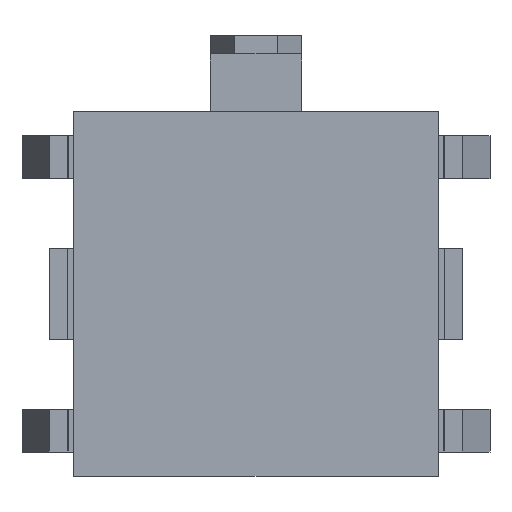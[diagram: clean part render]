
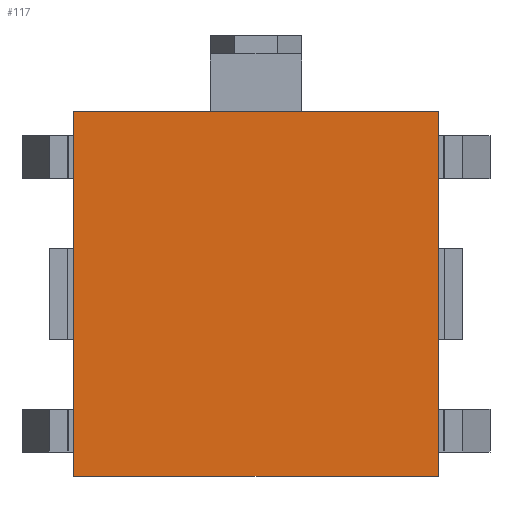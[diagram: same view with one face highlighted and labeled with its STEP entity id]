
A CAD part, front view. The second image highlights one B-rep face of the part: STEP entity #117.
In plain terms, the highlighted planar face has unit normal (0, -1, 0).
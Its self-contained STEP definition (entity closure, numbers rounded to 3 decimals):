
#10 = VERTEX_POINT ( 'NONE', #3700 ) ;
#33 = EDGE_CURVE ( 'NONE', #3630, #3410, #3745, .T. ) ;
#84 = EDGE_CURVE ( 'NONE', #1889, #3630, #3852, .T. ) ;
#117 = ADVANCED_FACE ( 'NONE', ( #3914 ), #3915, .F. ) ;
#373 = EDGE_LOOP ( 'NONE', ( #1923, #3341, #2001, #3053 ) ) ;
#831 = LINE ( 'NONE', #832, #833 ) ;
#832 = CARTESIAN_POINT ( 'NONE',  ( 3., 0., 3. ) ) ;
#833 = VECTOR ( 'NONE', #834, 1000. ) ;
#834 = DIRECTION ( 'NONE',  ( 0., 0., -1. ) ) ;
#1366 = CARTESIAN_POINT ( 'NONE',  ( -3., 0., 3. ) ) ;
#1889 = VERTEX_POINT ( 'NONE', #1366 ) ;
#1923 = ORIENTED_EDGE ( 'NONE', *, *, #33, .T. ) ;
#1974 = LINE ( 'NONE', #1975, #1976 ) ;
#1975 = CARTESIAN_POINT ( 'NONE',  ( -3., 0., 3. ) ) ;
#1976 = VECTOR ( 'NONE', #1977, 1000. ) ;
#1977 = DIRECTION ( 'NONE',  ( 1., 0., 0. ) ) ;
#2001 = ORIENTED_EDGE ( 'NONE', *, *, #2785, .F. ) ;
#2342 = CARTESIAN_POINT ( 'NONE',  ( -3., 0., -3. ) ) ;
#2785 = EDGE_CURVE ( 'NONE', #1889, #10, #1974, .T. ) ;
#3053 = ORIENTED_EDGE ( 'NONE', *, *, #84, .T. ) ;
#3341 = ORIENTED_EDGE ( 'NONE', *, *, #3458, .F. ) ;
#3410 = VERTEX_POINT ( 'NONE', #4063 ) ;
#3458 = EDGE_CURVE ( 'NONE', #10, #3410, #831, .T. ) ;
#3630 = VERTEX_POINT ( 'NONE', #2342 ) ;
#3700 = CARTESIAN_POINT ( 'NONE',  ( 3., 0., 3. ) ) ;
#3745 = LINE ( 'NONE', #3746, #3747 ) ;
#3746 = CARTESIAN_POINT ( 'NONE',  ( -3., 0., -3. ) ) ;
#3747 = VECTOR ( 'NONE', #3748, 1000. ) ;
#3748 = DIRECTION ( 'NONE',  ( 1., 0., 0. ) ) ;
#3852 = LINE ( 'NONE', #3853, #3854 ) ;
#3853 = CARTESIAN_POINT ( 'NONE',  ( -3., 0., 3. ) ) ;
#3854 = VECTOR ( 'NONE', #3855, 1000. ) ;
#3855 = DIRECTION ( 'NONE',  ( 0., 0., -1. ) ) ;
#3914 = FACE_OUTER_BOUND ( 'NONE', #373, .T. ) ;
#3915 = PLANE ( 'NONE',  #3916 ) ;
#3916 = AXIS2_PLACEMENT_3D ( 'NONE', #3917, #3918, #3919 ) ;
#3917 = CARTESIAN_POINT ( 'NONE',  ( -3., 0., 3. ) ) ;
#3918 = DIRECTION ( 'NONE',  ( 0., 1., 0. ) ) ;
#3919 = DIRECTION ( 'NONE',  ( -1., 0., 0. ) ) ;
#4063 = CARTESIAN_POINT ( 'NONE',  ( 3., 0., -3. ) ) ;
